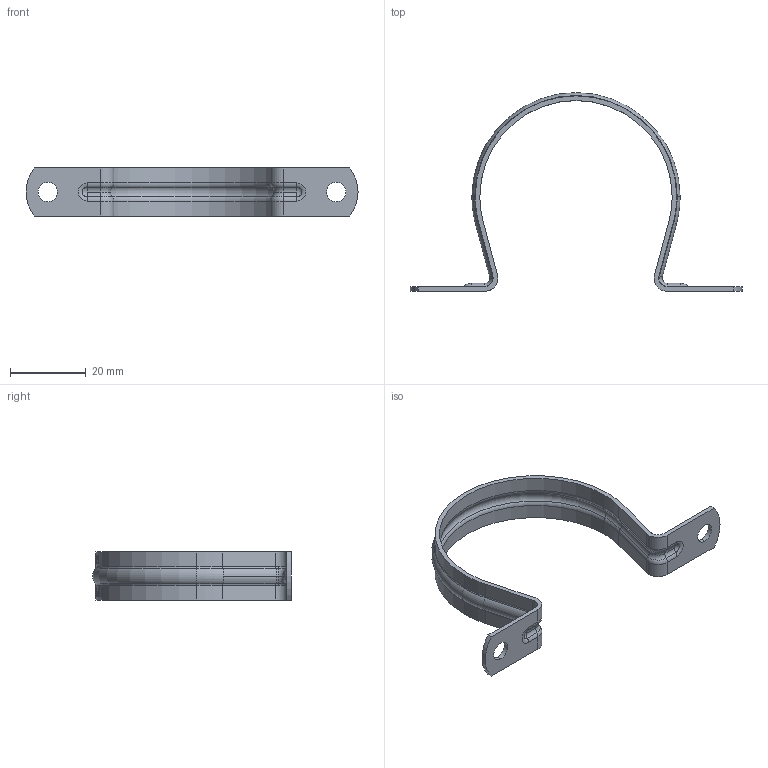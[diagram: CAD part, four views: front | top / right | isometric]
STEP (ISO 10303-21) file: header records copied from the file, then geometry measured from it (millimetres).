
FILE_DESCRIPTION (( 'STEP AP214' ), '1' );
FILE_NAME ('SP 3207Z1.STEP', '2019-07-12T19:23:55', ( '' ), ( '' ), 'SwSTEP 2.0', 'SolidWorks 2018', '' );
FILE_SCHEMA (( 'AUTOMOTIVE_DESIGN' ));
Length unit declared in the file: inch
Products named in the file (1): SP 3207Z1
Bounding box: 87.72 x 52.53 x 12.7 mm (x, y, z)
Volume: 2705 mm3; surface area: 4940.5 mm2
Topology: 1 solids, 1 shells, 276 faces, 694 edges, 434 vertices
Faces by surface type: bspline 92, cylinder 76, plane 58, torus 46, sphere 4
Entity records: 16892 total; most frequent: CARTESIAN_POINT 10767, ORIENTED_EDGE 1388, DIRECTION 1076, EDGE_CURVE 694, VERTEX_POINT 434, AXIS2_PLACEMENT_3D 421, EDGE_LOOP 294, ADVANCED_FACE 276
